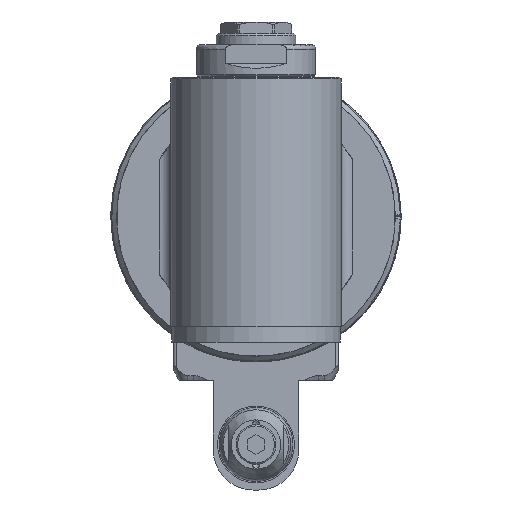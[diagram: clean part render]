
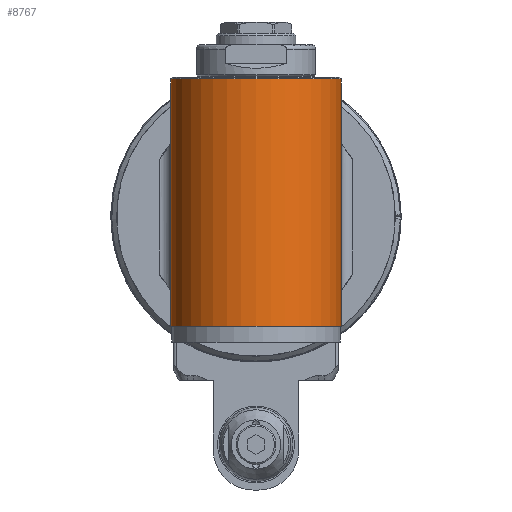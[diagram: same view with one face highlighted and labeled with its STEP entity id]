
A CAD part, front view. The second image highlights one B-rep face of the part: STEP entity #8767.
In plain terms, the highlighted cylindrical face has radius 30 mm (diameter 60 mm), a full revolution.
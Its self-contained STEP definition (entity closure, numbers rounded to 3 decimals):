
#810=LINE('',#17431,#1428);
#811=LINE('',#17435,#1429);
#812=LINE('',#17439,#1430);
#1428=VECTOR('',#12197,30.);
#1429=VECTOR('',#12200,80.5);
#1430=VECTOR('',#12203,80.5);
#1642=CYLINDRICAL_SURFACE('',#9775,30.);
#2429=FACE_OUTER_BOUND('',#3011,.T.);
#3011=EDGE_LOOP('',(#7872,#7873,#7874,#7875,#7876,#7877,#7878,#7879,#7880));
#3533=CIRCLE('',#9776,30.);
#3534=CIRCLE('',#9777,30.);
#3535=CIRCLE('',#9778,30.);
#3536=CIRCLE('',#9779,30.);
#3537=CIRCLE('',#9780,30.);
#4312=VERTEX_POINT('',#17426);
#4313=VERTEX_POINT('',#17427);
#4314=VERTEX_POINT('',#17430);
#4315=VERTEX_POINT('',#17432);
#4316=VERTEX_POINT('',#17434);
#4317=VERTEX_POINT('',#17436);
#4318=VERTEX_POINT('',#17438);
#5520=EDGE_CURVE('',#4312,#4313,#3533,.T.);
#5521=EDGE_CURVE('',#4313,#4312,#3534,.T.);
#5522=EDGE_CURVE('',#4313,#4314,#810,.T.);
#5523=EDGE_CURVE('',#4315,#4314,#3535,.T.);
#5524=EDGE_CURVE('',#4316,#4315,#811,.T.);
#5525=EDGE_CURVE('',#4317,#4316,#3536,.T.);
#5526=EDGE_CURVE('',#4318,#4317,#812,.T.);
#5527=EDGE_CURVE('',#4314,#4318,#3537,.T.);
#7872=ORIENTED_EDGE('',*,*,#5520,.F.);
#7873=ORIENTED_EDGE('',*,*,#5521,.F.);
#7874=ORIENTED_EDGE('',*,*,#5522,.T.);
#7875=ORIENTED_EDGE('',*,*,#5523,.F.);
#7876=ORIENTED_EDGE('',*,*,#5524,.F.);
#7877=ORIENTED_EDGE('',*,*,#5525,.F.);
#7878=ORIENTED_EDGE('',*,*,#5526,.F.);
#7879=ORIENTED_EDGE('',*,*,#5527,.F.);
#7880=ORIENTED_EDGE('',*,*,#5522,.F.);
#8767=ADVANCED_FACE('',(#2429),#1642,.T.);
#9775=AXIS2_PLACEMENT_3D('',#17425,#12191,#12192);
#9776=AXIS2_PLACEMENT_3D('',#17428,#12193,#12194);
#9777=AXIS2_PLACEMENT_3D('',#17429,#12195,#12196);
#9778=AXIS2_PLACEMENT_3D('',#17433,#12198,#12199);
#9779=AXIS2_PLACEMENT_3D('',#17437,#12201,#12202);
#9780=AXIS2_PLACEMENT_3D('',#17440,#12204,#12205);
#12191=DIRECTION('center_axis',(1.,0.,0.));
#12192=DIRECTION('ref_axis',(0.,-1.,0.));
#12193=DIRECTION('center_axis',(1.,0.,0.));
#12194=DIRECTION('ref_axis',(0.,-0.5,-0.866));
#12195=DIRECTION('center_axis',(1.,0.,0.));
#12196=DIRECTION('ref_axis',(0.,-0.5,-0.866));
#12197=DIRECTION('',(-1.,0.,0.));
#12198=DIRECTION('center_axis',(-1.,0.,0.));
#12199=DIRECTION('ref_axis',(0.,0.,1.));
#12200=DIRECTION('',(1.,0.,0.));
#12201=DIRECTION('center_axis',(-1.,0.,0.));
#12202=DIRECTION('ref_axis',(0.,0.,-1.));
#12203=DIRECTION('',(-1.,0.,0.));
#12204=DIRECTION('center_axis',(-1.,0.,0.));
#12205=DIRECTION('ref_axis',(0.,0.,1.));
#17425=CARTESIAN_POINT('Origin',(0.,-23.,0.));
#17426=CARTESIAN_POINT('',(37.66,-38.,-25.981));
#17427=CARTESIAN_POINT('',(37.66,7.,0.));
#17428=CARTESIAN_POINT('Origin',(37.66,-23.,0.));
#17429=CARTESIAN_POINT('Origin',(37.66,-23.,0.));
#17430=CARTESIAN_POINT('',(31.16,7.,0.));
#17431=CARTESIAN_POINT('',(0.,7.,0.));
#17432=CARTESIAN_POINT('',(31.16,-23.,30.));
#17433=CARTESIAN_POINT('Origin',(31.16,-23.,0.));
#17434=CARTESIAN_POINT('',(-49.34,-23.,30.));
#17435=CARTESIAN_POINT('',(-49.34,-23.,30.));
#17436=CARTESIAN_POINT('',(-49.34,-23.,-30.));
#17437=CARTESIAN_POINT('Origin',(-49.34,-23.,0.));
#17438=CARTESIAN_POINT('',(31.16,-23.,-30.));
#17439=CARTESIAN_POINT('',(31.16,-23.,-30.));
#17440=CARTESIAN_POINT('Origin',(31.16,-23.,0.));
